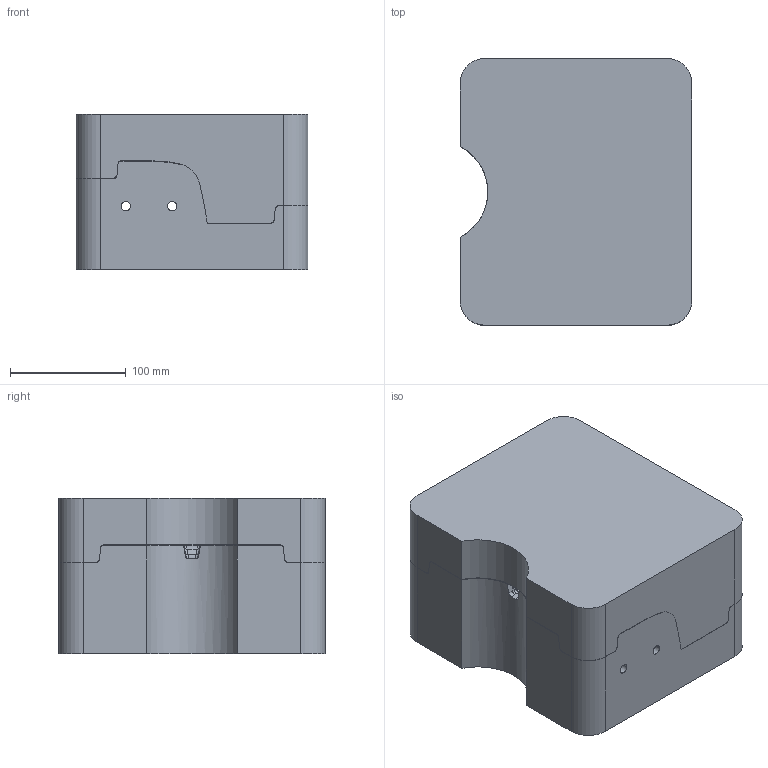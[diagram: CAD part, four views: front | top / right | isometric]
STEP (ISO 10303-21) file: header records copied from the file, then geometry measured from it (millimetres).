
FILE_DESCRIPTION((''),'2;1');
FILE_NAME('MFG0001_ASM','2018-06-05T',('Administrator'),(''),'CREO PARAMETRIC BY PTC INC, 2014190','CREO PARAMETRIC BY PTC INC, 2014190','');
FILE_SCHEMA(('CONFIG_CONTROL_DESIGN'));
Length unit declared in the file: millimetre
Products named in the file (3): MOLD_VOL_1; MOLD_VOL_2; MFG0001_ASM
Assembly tree (2 placements, depth 2):
  MFG0001_ASM
    MOLD_VOL_1
    MOLD_VOL_2
Bounding box: 200 x 230 x 134.28 mm (x, y, z)
Volume: 5487576.6 mm3; surface area: 355065.1 mm2
Topology: 2 solids, 4 shells, 503 faces, 1358 edges, 861 vertices
Faces by surface type: bspline 159, plane 147, cylinder 113, cone 44, extrusion 23, torus 17
Entity records: 30001 total; most frequent: CARTESIAN_POINT 18675, ORIENTED_EDGE 2676, DIRECTION 1839, EDGE_CURVE 1358, VERTEX_POINT 861, AXIS2_PLACEMENT_3D 643, VECTOR 553, B_SPLINE_CURVE_WITH_KNOTS 536
